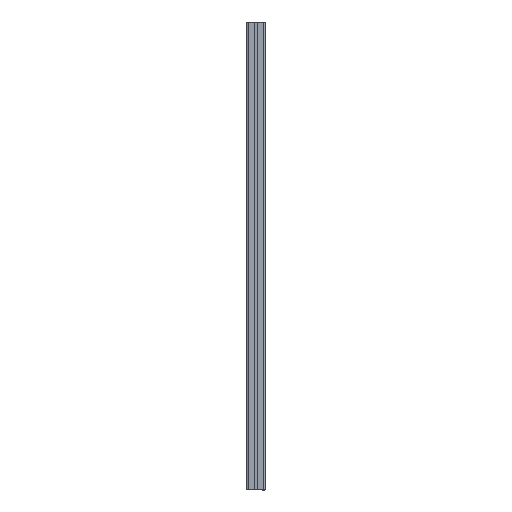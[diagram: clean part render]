
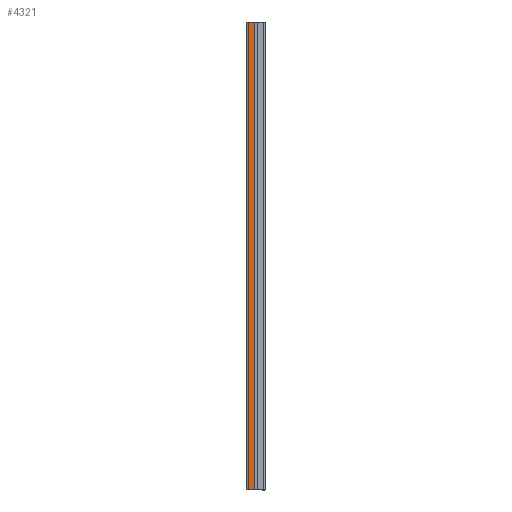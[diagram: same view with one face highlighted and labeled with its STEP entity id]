
A CAD part, left-side view. The second image highlights one B-rep face of the part: STEP entity #4321.
In plain terms, the highlighted face is planar.
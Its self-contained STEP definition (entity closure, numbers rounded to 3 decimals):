
#2201=ORIENTED_EDGE('',*,*,#3080,.T.);
#2202=ORIENTED_EDGE('',*,*,#3081,.F.);
#2203=ORIENTED_EDGE('',*,*,#3077,.F.);
#2204=ORIENTED_EDGE('',*,*,#3082,.T.);
#2569=VECTOR('',#3517,1.);
#2570=VECTOR('',#3524,1.);
#2571=VECTOR('',#3525,1.);
#2572=VECTOR('',#3526,1.);
#2753=LINE('',#3915,#2569);
#2754=LINE('',#3921,#2570);
#2755=LINE('',#3922,#2571);
#2756=LINE('',#3923,#2572);
#2909=VERTEX_POINT('',#3913);
#2910=VERTEX_POINT('',#3914);
#2911=VERTEX_POINT('',#3919);
#2912=VERTEX_POINT('',#3920);
#3077=EDGE_CURVE('',#2909,#2910,#2753,.T.);
#3080=EDGE_CURVE('',#2911,#2912,#2754,.T.);
#3081=EDGE_CURVE('',#2910,#2912,#2755,.T.);
#3082=EDGE_CURVE('',#2909,#2911,#2756,.T.);
#3217=EDGE_LOOP('',(#2201,#2202,#2203,#2204));
#3303=FACE_BOUND('',#3217,.T.);
#3517=DIRECTION('',(-1000.,0.,0.));
#3522=DIRECTION('',(0.,0.,-1.));
#3523=DIRECTION('',(0.,1.,0.));
#3524=DIRECTION('',(-1000.,0.,0.));
#3525=DIRECTION('',(0.,-12.9,0.));
#3526=DIRECTION('',(0.,-12.9,0.));
#3913=CARTESIAN_POINT('',(1000.,17.,-20.));
#3914=CARTESIAN_POINT('',(0.,17.,-20.));
#3915=CARTESIAN_POINT('',(1000.,17.,-20.));
#3918=CARTESIAN_POINT('',(1000.,4.1,-20.));
#3919=CARTESIAN_POINT('',(1000.,4.1,-20.));
#3920=CARTESIAN_POINT('',(0.,4.1,-20.));
#3921=CARTESIAN_POINT('',(1000.,4.1,-20.));
#3922=CARTESIAN_POINT('',(0.,17.,-20.));
#3923=CARTESIAN_POINT('',(1000.,17.,-20.));
#4172=AXIS2_PLACEMENT_3D('',#3918,#3522,#3523);
#4257=PLANE('',#4172);
#4321=ADVANCED_FACE('',(#3303),#4257,.T.);
